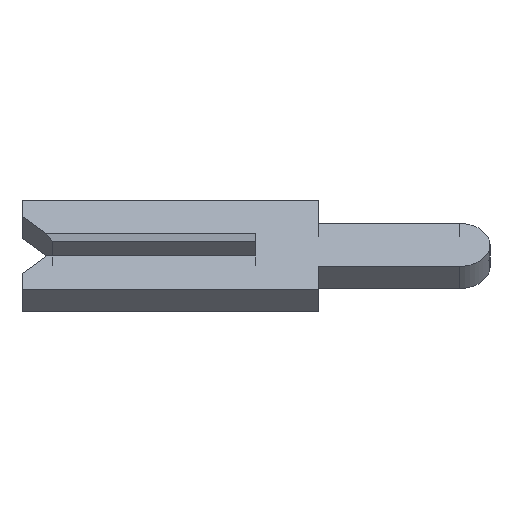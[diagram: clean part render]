
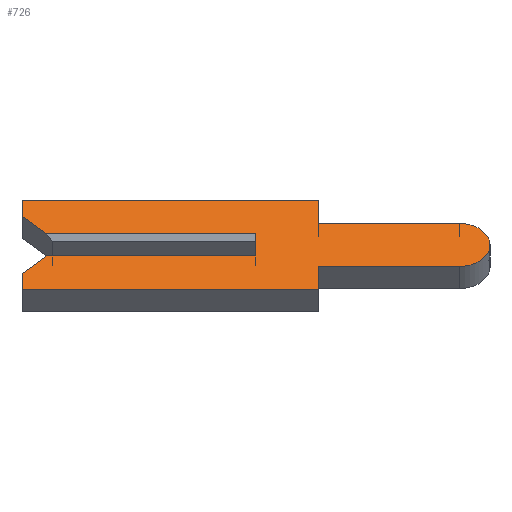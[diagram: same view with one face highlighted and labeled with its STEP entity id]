
A CAD part, left-side view. The second image highlights one B-rep face of the part: STEP entity #726.
In plain terms, the highlighted face is planar.
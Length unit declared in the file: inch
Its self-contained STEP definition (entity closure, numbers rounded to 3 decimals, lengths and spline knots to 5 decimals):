
#3 = DIRECTION ( 'NONE',  ( 0., -1., 0. ) ) ;
#36 = CARTESIAN_POINT ( 'NONE',  ( -0.01, 0.15, 0.04 ) ) ;
#48 = PLANE ( 'NONE',  #774 ) ;
#88 = CARTESIAN_POINT ( 'NONE',  ( -0.01, -0.1305, 0. ) ) ;
#92 = CARTESIAN_POINT ( 'NONE',  ( -0.01, 0., -0.01 ) ) ;
#101 = FACE_OUTER_BOUND ( 'NONE', #618, .T. ) ;
#112 = VERTEX_POINT ( 'NONE', #1477 ) ;
#116 = ORIENTED_EDGE ( 'NONE', *, *, #1491, .F. ) ;
#125 = EDGE_CURVE ( 'NONE', #900, #301, #875, .T. ) ;
#131 = EDGE_CURVE ( 'NONE', #1386, #112, #512, .T. ) ;
#178 = VECTOR ( 'NONE', #253, 39.37008 ) ;
#205 = DIRECTION ( 'NONE',  ( 0., 0.707, 0.707 ) ) ;
#209 = DIRECTION ( 'NONE',  ( 0., 0., 1. ) ) ;
#217 = EDGE_CURVE ( 'NONE', #865, #1298, #287, .T. ) ;
#220 = CARTESIAN_POINT ( 'NONE',  ( -0.01, 0.1305, -0.0065 ) ) ;
#248 = CARTESIAN_POINT ( 'NONE',  ( -0.01, -0.04, 0.0195 ) ) ;
#249 = VECTOR ( 'NONE', #817, 39.37008 ) ;
#253 = DIRECTION ( 'NONE',  ( 0., -1., 0. ) ) ;
#272 = EDGE_CURVE ( 'NONE', #657, #861, #761, .T. ) ;
#287 = LINE ( 'NONE', #736, #922 ) ;
#301 = VERTEX_POINT ( 'NONE', #1153 ) ;
#307 = ORIENTED_EDGE ( 'NONE', *, *, #125, .F. ) ;
#327 = DIRECTION ( 'NONE',  ( 0., 0., 1. ) ) ;
#346 = DIRECTION ( 'NONE',  ( 0., 0., -1. ) ) ;
#363 = LINE ( 'NONE', #824, #178 ) ;
#366 = DIRECTION ( 'NONE',  ( 0., -0.707, 0.707 ) ) ;
#370 = DIRECTION ( 'NONE',  ( 0., 0., -1. ) ) ;
#372 = CARTESIAN_POINT ( 'NONE',  ( -0.01, 0.134, -0.01 ) ) ;
#393 = CARTESIAN_POINT ( 'NONE',  ( -0.01, 0.15, 0.026 ) ) ;
#420 = DIRECTION ( 'NONE',  ( 0., 0., -1. ) ) ;
#433 = EDGE_CURVE ( 'NONE', #301, #657, #885, .T. ) ;
#437 = VERTEX_POINT ( 'NONE', #1293 ) ;
#443 = VERTEX_POINT ( 'NONE', #712 ) ;
#468 = DIRECTION ( 'NONE',  ( 0., -1., 0. ) ) ;
#474 = ORIENTED_EDGE ( 'NONE', *, *, #1028, .F. ) ;
#484 = EDGE_CURVE ( 'NONE', #1168, #1298, #1434, .T. ) ;
#487 = EDGE_CURVE ( 'NONE', #1411, #1458, #550, .T. ) ;
#498 = LINE ( 'NONE', #220, #1076 ) ;
#512 = CIRCLE ( 'NONE', #1327, 0.0195 ) ;
#518 = EDGE_CURVE ( 'NONE', #443, #1386, #1152, .T. ) ;
#523 = VECTOR ( 'NONE', #420, 39.37008 ) ;
#536 = EDGE_CURVE ( 'NONE', #861, #1181, #498, .T. ) ;
#550 = LINE ( 'NONE', #36, #249 ) ;
#579 = ORIENTED_EDGE ( 'NONE', *, *, #614, .F. ) ;
#589 = LINE ( 'NONE', #1046, #1398 ) ;
#595 = ORIENTED_EDGE ( 'NONE', *, *, #536, .F. ) ;
#611 = VECTOR ( 'NONE', #327, 39.37008 ) ;
#614 = EDGE_CURVE ( 'NONE', #1458, #443, #589, .T. ) ;
#618 = EDGE_LOOP ( 'NONE', ( #1441, #1314, #1432, #595, #1129, #1274, #307, #1368, #770, #763, #579, #985, #116, #474 ) ) ;
#629 = DIRECTION ( 'NONE',  ( 0., 0., -1. ) ) ;
#643 = VECTOR ( 'NONE', #3, 39.37008 ) ;
#657 = VERTEX_POINT ( 'NONE', #748 ) ;
#681 = LINE ( 'NONE', #741, #1212 ) ;
#712 = CARTESIAN_POINT ( 'NONE',  ( -0.01, -0.04, 0.0195 ) ) ;
#722 = VECTOR ( 'NONE', #205, 39.37008 ) ;
#726 = ADVANCED_FACE ( 'NONE', ( #101 ), #48, .F. ) ;
#736 = CARTESIAN_POINT ( 'NONE',  ( -0.01, 0., 0.0065 ) ) ;
#741 = CARTESIAN_POINT ( 'NONE',  ( -0.01, -0.04, -0.0195 ) ) ;
#748 = CARTESIAN_POINT ( 'NONE',  ( -0.01, 0.15, -0.04 ) ) ;
#761 = LINE ( 'NONE', #1016, #611 ) ;
#763 = ORIENTED_EDGE ( 'NONE', *, *, #518, .F. ) ;
#770 = ORIENTED_EDGE ( 'NONE', *, *, #131, .F. ) ;
#774 = AXIS2_PLACEMENT_3D ( 'NONE', #1443, #1335, #629 ) ;
#803 = CARTESIAN_POINT ( 'NONE',  ( -0.01, 0.1305, 0.0065 ) ) ;
#816 = CARTESIAN_POINT ( 'NONE',  ( -0.01, 0.134, 0.01 ) ) ;
#817 = DIRECTION ( 'NONE',  ( 0., -1., 0. ) ) ;
#824 = CARTESIAN_POINT ( 'NONE',  ( -0.01, -0.1305, -0.01 ) ) ;
#861 = VERTEX_POINT ( 'NONE', #1384 ) ;
#865 = VERTEX_POINT ( 'NONE', #92 ) ;
#875 = LINE ( 'NONE', #887, #523 ) ;
#885 = LINE ( 'NONE', #1405, #1063 ) ;
#887 = CARTESIAN_POINT ( 'NONE',  ( -0.01, -0.04, -0.04 ) ) ;
#900 = VERTEX_POINT ( 'NONE', #1366 ) ;
#922 = VECTOR ( 'NONE', #209, 39.37008 ) ;
#938 = VECTOR ( 'NONE', #468, 39.37008 ) ;
#985 = ORIENTED_EDGE ( 'NONE', *, *, #487, .F. ) ;
#1016 = CARTESIAN_POINT ( 'NONE',  ( -0.01, 0.15, -0.026 ) ) ;
#1028 = EDGE_CURVE ( 'NONE', #1168, #437, #1328, .T. ) ;
#1046 = CARTESIAN_POINT ( 'NONE',  ( -0.01, -0.04, 0.04 ) ) ;
#1063 = VECTOR ( 'NONE', #1332, 39.37008 ) ;
#1065 = CARTESIAN_POINT ( 'NONE',  ( -0.01, -0.1305, 0.0195 ) ) ;
#1076 = VECTOR ( 'NONE', #366, 39.37008 ) ;
#1129 = ORIENTED_EDGE ( 'NONE', *, *, #272, .F. ) ;
#1152 = LINE ( 'NONE', #248, #643 ) ;
#1153 = CARTESIAN_POINT ( 'NONE',  ( -0.01, -0.04, -0.04 ) ) ;
#1168 = VERTEX_POINT ( 'NONE', #816 ) ;
#1173 = VECTOR ( 'NONE', #1437, 39.37008 ) ;
#1178 = CARTESIAN_POINT ( 'NONE',  ( -0.01, 0., 0.01 ) ) ;
#1181 = VERTEX_POINT ( 'NONE', #372 ) ;
#1188 = CARTESIAN_POINT ( 'NONE',  ( -0.01, -0.04, 0.04 ) ) ;
#1212 = VECTOR ( 'NONE', #1421, 39.37008 ) ;
#1261 = DIRECTION ( 'NONE',  ( 1., 0., 0. ) ) ;
#1274 = ORIENTED_EDGE ( 'NONE', *, *, #433, .F. ) ;
#1293 = CARTESIAN_POINT ( 'NONE',  ( -0.01, 0.15, 0.026 ) ) ;
#1296 = CARTESIAN_POINT ( 'NONE',  ( -0.01, 0.15, 0.04 ) ) ;
#1298 = VERTEX_POINT ( 'NONE', #1178 ) ;
#1314 = ORIENTED_EDGE ( 'NONE', *, *, #217, .F. ) ;
#1327 = AXIS2_PLACEMENT_3D ( 'NONE', #88, #1261, #346 ) ;
#1328 = LINE ( 'NONE', #803, #722 ) ;
#1332 = DIRECTION ( 'NONE',  ( 0., 1., 0. ) ) ;
#1335 = DIRECTION ( 'NONE',  ( 1., 0., 0. ) ) ;
#1362 = EDGE_CURVE ( 'NONE', #1181, #865, #363, .T. ) ;
#1366 = CARTESIAN_POINT ( 'NONE',  ( -0.01, -0.04, -0.0195 ) ) ;
#1368 = ORIENTED_EDGE ( 'NONE', *, *, #1474, .F. ) ;
#1384 = CARTESIAN_POINT ( 'NONE',  ( -0.01, 0.15, -0.026 ) ) ;
#1386 = VERTEX_POINT ( 'NONE', #1065 ) ;
#1398 = VECTOR ( 'NONE', #370, 39.37008 ) ;
#1405 = CARTESIAN_POINT ( 'NONE',  ( -0.01, 0.15, -0.04 ) ) ;
#1408 = CARTESIAN_POINT ( 'NONE',  ( -0.01, 0.15, 0.01 ) ) ;
#1411 = VERTEX_POINT ( 'NONE', #1296 ) ;
#1421 = DIRECTION ( 'NONE',  ( 0., 1., 0. ) ) ;
#1432 = ORIENTED_EDGE ( 'NONE', *, *, #1362, .F. ) ;
#1434 = LINE ( 'NONE', #1408, #938 ) ;
#1437 = DIRECTION ( 'NONE',  ( 0., 0., 1. ) ) ;
#1441 = ORIENTED_EDGE ( 'NONE', *, *, #484, .T. ) ;
#1443 = CARTESIAN_POINT ( 'NONE',  ( -0.01, -0.1305, 0. ) ) ;
#1458 = VERTEX_POINT ( 'NONE', #1188 ) ;
#1474 = EDGE_CURVE ( 'NONE', #112, #900, #681, .T. ) ;
#1477 = CARTESIAN_POINT ( 'NONE',  ( -0.01, -0.1305, -0.0195 ) ) ;
#1487 = LINE ( 'NONE', #393, #1173 ) ;
#1491 = EDGE_CURVE ( 'NONE', #437, #1411, #1487, .T. ) ;
